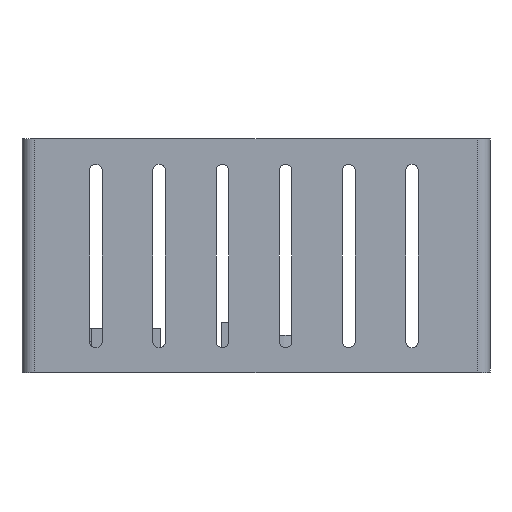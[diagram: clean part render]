
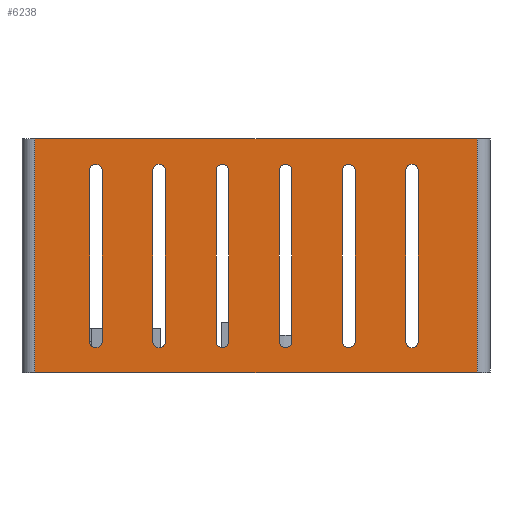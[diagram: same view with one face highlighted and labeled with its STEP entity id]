
A CAD part, front view. The second image highlights one B-rep face of the part: STEP entity #6238.
In plain terms, the highlighted planar face has unit normal (0, -1, 0).
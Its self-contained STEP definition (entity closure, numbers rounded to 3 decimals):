
#57=FACE_BOUND('',#882,.T.);
#58=FACE_BOUND('',#883,.T.);
#59=FACE_BOUND('',#884,.T.);
#60=FACE_BOUND('',#885,.T.);
#61=FACE_BOUND('',#886,.T.);
#62=FACE_BOUND('',#887,.T.);
#191=PLANE('',#6664);
#522=FACE_OUTER_BOUND('',#881,.T.);
#881=EDGE_LOOP('',(#5670,#5671,#5672,#5673));
#882=EDGE_LOOP('',(#5674,#5675,#5676,#5677));
#883=EDGE_LOOP('',(#5678,#5679,#5680,#5681));
#884=EDGE_LOOP('',(#5682,#5683,#5684,#5685));
#885=EDGE_LOOP('',(#5686,#5687,#5688,#5689));
#886=EDGE_LOOP('',(#5690,#5691,#5692,#5693));
#887=EDGE_LOOP('',(#5694,#5695,#5696,#5697));
#910=CIRCLE('',#6420,1.);
#912=CIRCLE('',#6424,1.);
#918=CIRCLE('',#6436,1.);
#920=CIRCLE('',#6440,1.);
#926=CIRCLE('',#6452,1.);
#928=CIRCLE('',#6456,1.);
#934=CIRCLE('',#6468,1.);
#936=CIRCLE('',#6472,1.);
#942=CIRCLE('',#6484,1.);
#944=CIRCLE('',#6488,1.);
#950=CIRCLE('',#6500,1.);
#952=CIRCLE('',#6504,1.);
#1455=LINE('',#13146,#1965);
#1459=LINE('',#13157,#1969);
#1471=LINE('',#13194,#1981);
#1475=LINE('',#13205,#1985);
#1487=LINE('',#13242,#1997);
#1491=LINE('',#13253,#2001);
#1503=LINE('',#13290,#2013);
#1507=LINE('',#13301,#2017);
#1519=LINE('',#13338,#2029);
#1523=LINE('',#13349,#2033);
#1535=LINE('',#13386,#2045);
#1539=LINE('',#13397,#2049);
#1806=LINE('',#19804,#2316);
#1816=LINE('',#19831,#2326);
#1817=LINE('',#19834,#2327);
#1818=LINE('',#19835,#2328);
#1965=VECTOR('',#7152,10.);
#1969=VECTOR('',#7164,10.);
#1981=VECTOR('',#7200,10.);
#1985=VECTOR('',#7212,10.);
#1997=VECTOR('',#7248,10.);
#2001=VECTOR('',#7260,10.);
#2013=VECTOR('',#7296,10.);
#2017=VECTOR('',#7308,10.);
#2029=VECTOR('',#7344,10.);
#2033=VECTOR('',#7356,10.);
#2045=VECTOR('',#7392,10.);
#2049=VECTOR('',#7404,10.);
#2316=VECTOR('',#7961,10.);
#2326=VECTOR('',#7995,10.);
#2327=VECTOR('',#7998,10.);
#2328=VECTOR('',#7999,10.);
#2657=VERTEX_POINT('',#13136);
#2658=VERTEX_POINT('',#13137);
#2661=VERTEX_POINT('',#13145);
#2663=VERTEX_POINT('',#13151);
#2673=VERTEX_POINT('',#13184);
#2674=VERTEX_POINT('',#13185);
#2677=VERTEX_POINT('',#13193);
#2679=VERTEX_POINT('',#13199);
#2689=VERTEX_POINT('',#13232);
#2690=VERTEX_POINT('',#13233);
#2693=VERTEX_POINT('',#13241);
#2695=VERTEX_POINT('',#13247);
#2705=VERTEX_POINT('',#13280);
#2706=VERTEX_POINT('',#13281);
#2709=VERTEX_POINT('',#13289);
#2711=VERTEX_POINT('',#13295);
#2721=VERTEX_POINT('',#13328);
#2722=VERTEX_POINT('',#13329);
#2725=VERTEX_POINT('',#13337);
#2727=VERTEX_POINT('',#13343);
#2737=VERTEX_POINT('',#13376);
#2738=VERTEX_POINT('',#13377);
#2741=VERTEX_POINT('',#13385);
#2743=VERTEX_POINT('',#13391);
#2923=VERTEX_POINT('',#19792);
#2928=VERTEX_POINT('',#19802);
#2933=VERTEX_POINT('',#19829);
#2934=VERTEX_POINT('',#19833);
#3387=EDGE_CURVE('',#2657,#2658,#910,.T.);
#3391=EDGE_CURVE('',#2658,#2661,#1455,.T.);
#3394=EDGE_CURVE('',#2661,#2663,#912,.T.);
#3397=EDGE_CURVE('',#2663,#2657,#1459,.T.);
#3411=EDGE_CURVE('',#2673,#2674,#918,.T.);
#3415=EDGE_CURVE('',#2674,#2677,#1471,.T.);
#3418=EDGE_CURVE('',#2677,#2679,#920,.T.);
#3421=EDGE_CURVE('',#2679,#2673,#1475,.T.);
#3435=EDGE_CURVE('',#2689,#2690,#926,.T.);
#3439=EDGE_CURVE('',#2690,#2693,#1487,.T.);
#3442=EDGE_CURVE('',#2693,#2695,#928,.T.);
#3445=EDGE_CURVE('',#2695,#2689,#1491,.T.);
#3459=EDGE_CURVE('',#2705,#2706,#934,.T.);
#3463=EDGE_CURVE('',#2706,#2709,#1503,.T.);
#3466=EDGE_CURVE('',#2709,#2711,#936,.T.);
#3469=EDGE_CURVE('',#2711,#2705,#1507,.T.);
#3483=EDGE_CURVE('',#2721,#2722,#942,.T.);
#3487=EDGE_CURVE('',#2722,#2725,#1519,.T.);
#3490=EDGE_CURVE('',#2725,#2727,#944,.T.);
#3493=EDGE_CURVE('',#2727,#2721,#1523,.T.);
#3507=EDGE_CURVE('',#2737,#2738,#950,.T.);
#3511=EDGE_CURVE('',#2738,#2741,#1535,.T.);
#3514=EDGE_CURVE('',#2741,#2743,#952,.T.);
#3517=EDGE_CURVE('',#2743,#2737,#1539,.T.);
#3847=EDGE_CURVE('',#2928,#2923,#1806,.T.);
#3860=EDGE_CURVE('',#2928,#2933,#1816,.T.);
#3861=EDGE_CURVE('',#2934,#2933,#1817,.T.);
#3862=EDGE_CURVE('',#2923,#2934,#1818,.T.);
#5670=ORIENTED_EDGE('',*,*,#3860,.T.);
#5671=ORIENTED_EDGE('',*,*,#3861,.F.);
#5672=ORIENTED_EDGE('',*,*,#3862,.F.);
#5673=ORIENTED_EDGE('',*,*,#3847,.F.);
#5674=ORIENTED_EDGE('',*,*,#3387,.T.);
#5675=ORIENTED_EDGE('',*,*,#3391,.T.);
#5676=ORIENTED_EDGE('',*,*,#3394,.T.);
#5677=ORIENTED_EDGE('',*,*,#3397,.T.);
#5678=ORIENTED_EDGE('',*,*,#3411,.T.);
#5679=ORIENTED_EDGE('',*,*,#3415,.T.);
#5680=ORIENTED_EDGE('',*,*,#3418,.T.);
#5681=ORIENTED_EDGE('',*,*,#3421,.T.);
#5682=ORIENTED_EDGE('',*,*,#3435,.T.);
#5683=ORIENTED_EDGE('',*,*,#3439,.T.);
#5684=ORIENTED_EDGE('',*,*,#3442,.T.);
#5685=ORIENTED_EDGE('',*,*,#3445,.T.);
#5686=ORIENTED_EDGE('',*,*,#3459,.T.);
#5687=ORIENTED_EDGE('',*,*,#3463,.T.);
#5688=ORIENTED_EDGE('',*,*,#3466,.T.);
#5689=ORIENTED_EDGE('',*,*,#3469,.T.);
#5690=ORIENTED_EDGE('',*,*,#3483,.T.);
#5691=ORIENTED_EDGE('',*,*,#3487,.T.);
#5692=ORIENTED_EDGE('',*,*,#3490,.T.);
#5693=ORIENTED_EDGE('',*,*,#3493,.T.);
#5694=ORIENTED_EDGE('',*,*,#3507,.T.);
#5695=ORIENTED_EDGE('',*,*,#3511,.T.);
#5696=ORIENTED_EDGE('',*,*,#3514,.T.);
#5697=ORIENTED_EDGE('',*,*,#3517,.T.);
#6238=ADVANCED_FACE('',(#522,#57,#58,#59,#60,#61,#62),#191,.T.);
#6420=AXIS2_PLACEMENT_3D('',#13138,#7144,#7145);
#6424=AXIS2_PLACEMENT_3D('',#13152,#7157,#7158);
#6436=AXIS2_PLACEMENT_3D('',#13186,#7192,#7193);
#6440=AXIS2_PLACEMENT_3D('',#13200,#7205,#7206);
#6452=AXIS2_PLACEMENT_3D('',#13234,#7240,#7241);
#6456=AXIS2_PLACEMENT_3D('',#13248,#7253,#7254);
#6468=AXIS2_PLACEMENT_3D('',#13282,#7288,#7289);
#6472=AXIS2_PLACEMENT_3D('',#13296,#7301,#7302);
#6484=AXIS2_PLACEMENT_3D('',#13330,#7336,#7337);
#6488=AXIS2_PLACEMENT_3D('',#13344,#7349,#7350);
#6500=AXIS2_PLACEMENT_3D('',#13378,#7384,#7385);
#6504=AXIS2_PLACEMENT_3D('',#13392,#7397,#7398);
#6664=AXIS2_PLACEMENT_3D('',#19832,#7996,#7997);
#7144=DIRECTION('center_axis',(0.,1.,0.));
#7145=DIRECTION('ref_axis',(-1.,0.,0.));
#7152=DIRECTION('',(0.,0.,-1.));
#7157=DIRECTION('center_axis',(0.,1.,0.));
#7158=DIRECTION('ref_axis',(1.,0.,0.));
#7164=DIRECTION('',(0.,0.,1.));
#7192=DIRECTION('center_axis',(0.,1.,0.));
#7193=DIRECTION('ref_axis',(-1.,0.,0.));
#7200=DIRECTION('',(0.,0.,-1.));
#7205=DIRECTION('center_axis',(0.,1.,0.));
#7206=DIRECTION('ref_axis',(1.,0.,0.));
#7212=DIRECTION('',(0.,0.,1.));
#7240=DIRECTION('center_axis',(0.,1.,0.));
#7241=DIRECTION('ref_axis',(-1.,0.,0.));
#7248=DIRECTION('',(0.,0.,-1.));
#7253=DIRECTION('center_axis',(0.,1.,0.));
#7254=DIRECTION('ref_axis',(1.,0.,0.));
#7260=DIRECTION('',(0.,0.,1.));
#7288=DIRECTION('center_axis',(0.,1.,0.));
#7289=DIRECTION('ref_axis',(-1.,0.,0.));
#7296=DIRECTION('',(0.,0.,-1.));
#7301=DIRECTION('center_axis',(0.,1.,0.));
#7302=DIRECTION('ref_axis',(1.,0.,0.));
#7308=DIRECTION('',(0.,0.,1.));
#7336=DIRECTION('center_axis',(0.,1.,0.));
#7337=DIRECTION('ref_axis',(-1.,0.,0.));
#7344=DIRECTION('',(0.,0.,-1.));
#7349=DIRECTION('center_axis',(0.,1.,0.));
#7350=DIRECTION('ref_axis',(1.,0.,0.));
#7356=DIRECTION('',(0.,0.,1.));
#7384=DIRECTION('center_axis',(0.,1.,0.));
#7385=DIRECTION('ref_axis',(-1.,0.,0.));
#7392=DIRECTION('',(0.,0.,-1.));
#7397=DIRECTION('center_axis',(0.,1.,0.));
#7398=DIRECTION('ref_axis',(1.,0.,0.));
#7404=DIRECTION('',(0.,0.,1.));
#7961=DIRECTION('',(-1.,0.,0.));
#7995=DIRECTION('',(0.,0.,1.));
#7996=DIRECTION('center_axis',(0.,-1.,0.));
#7997=DIRECTION('ref_axis',(1.,0.,0.));
#7998=DIRECTION('',(1.,0.,0.));
#7999=DIRECTION('',(0.,0.,1.));
#13136=CARTESIAN_POINT('',(8.675,-2.,30.));
#13137=CARTESIAN_POINT('',(10.675,-2.,30.));
#13138=CARTESIAN_POINT('Origin',(9.675,-2.,30.));
#13145=CARTESIAN_POINT('',(10.675,-2.,3.));
#13146=CARTESIAN_POINT('',(10.675,-2.,1.5));
#13151=CARTESIAN_POINT('',(8.675,-2.,3.));
#13152=CARTESIAN_POINT('Origin',(9.675,-2.,3.));
#13157=CARTESIAN_POINT('',(8.675,-2.,15.));
#13184=CARTESIAN_POINT('',(18.675,-2.,30.));
#13185=CARTESIAN_POINT('',(20.675,-2.,30.));
#13186=CARTESIAN_POINT('Origin',(19.675,-2.,30.));
#13193=CARTESIAN_POINT('',(20.675,-2.,3.));
#13194=CARTESIAN_POINT('',(20.675,-2.,1.5));
#13199=CARTESIAN_POINT('',(18.675,-2.,3.));
#13200=CARTESIAN_POINT('Origin',(19.675,-2.,3.));
#13205=CARTESIAN_POINT('',(18.675,-2.,15.));
#13232=CARTESIAN_POINT('',(28.675,-2.,30.));
#13233=CARTESIAN_POINT('',(30.675,-2.,30.));
#13234=CARTESIAN_POINT('Origin',(29.675,-2.,30.));
#13241=CARTESIAN_POINT('',(30.675,-2.,3.));
#13242=CARTESIAN_POINT('',(30.675,-2.,1.5));
#13247=CARTESIAN_POINT('',(28.675,-2.,3.));
#13248=CARTESIAN_POINT('Origin',(29.675,-2.,3.));
#13253=CARTESIAN_POINT('',(28.675,-2.,15.));
#13280=CARTESIAN_POINT('',(38.675,-2.,30.));
#13281=CARTESIAN_POINT('',(40.675,-2.,30.));
#13282=CARTESIAN_POINT('Origin',(39.675,-2.,30.));
#13289=CARTESIAN_POINT('',(40.675,-2.,3.));
#13290=CARTESIAN_POINT('',(40.675,-2.,1.5));
#13295=CARTESIAN_POINT('',(38.675,-2.,3.));
#13296=CARTESIAN_POINT('Origin',(39.675,-2.,3.));
#13301=CARTESIAN_POINT('',(38.675,-2.,15.));
#13328=CARTESIAN_POINT('',(48.675,-2.,30.));
#13329=CARTESIAN_POINT('',(50.675,-2.,30.));
#13330=CARTESIAN_POINT('Origin',(49.675,-2.,30.));
#13337=CARTESIAN_POINT('',(50.675,-2.,3.));
#13338=CARTESIAN_POINT('',(50.675,-2.,1.5));
#13343=CARTESIAN_POINT('',(48.675,-2.,3.));
#13344=CARTESIAN_POINT('Origin',(49.675,-2.,3.));
#13349=CARTESIAN_POINT('',(48.675,-2.,15.));
#13376=CARTESIAN_POINT('',(58.675,-2.,30.));
#13377=CARTESIAN_POINT('',(60.675,-2.,30.));
#13378=CARTESIAN_POINT('Origin',(59.675,-2.,30.));
#13385=CARTESIAN_POINT('',(60.675,-2.,3.));
#13386=CARTESIAN_POINT('',(60.675,-2.,1.5));
#13391=CARTESIAN_POINT('',(58.675,-2.,3.));
#13392=CARTESIAN_POINT('Origin',(59.675,-2.,3.));
#13397=CARTESIAN_POINT('',(58.675,-2.,15.));
#19792=CARTESIAN_POINT('',(0.,-2.,-2.));
#19802=CARTESIAN_POINT('',(70.,-2.,-2.));
#19804=CARTESIAN_POINT('',(0.,-2.,-2.));
#19829=CARTESIAN_POINT('',(70.,-2.,35.));
#19831=CARTESIAN_POINT('',(70.,-2.,0.));
#19832=CARTESIAN_POINT('Origin',(0.,-2.,0.));
#19833=CARTESIAN_POINT('',(0.,-2.,35.));
#19834=CARTESIAN_POINT('',(0.,-2.,35.));
#19835=CARTESIAN_POINT('',(0.,-2.,0.));
